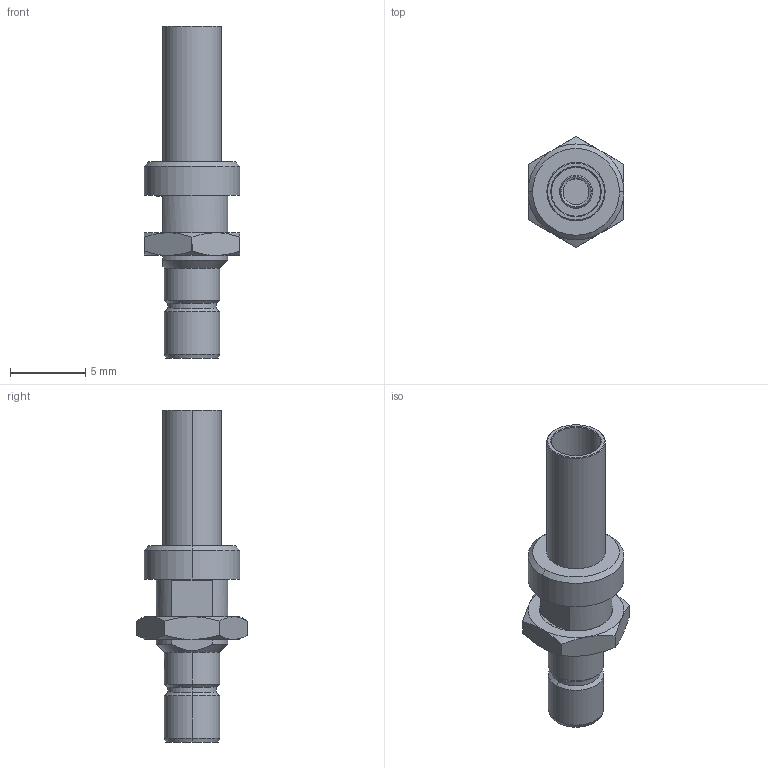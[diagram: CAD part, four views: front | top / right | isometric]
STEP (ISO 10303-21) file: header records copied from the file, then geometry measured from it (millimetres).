
FILE_DESCRIPTION (( 'STEP AP214' ), '1' );
FILE_NAME ('FMCN45875_3D.step', '2023-05-05T19:43:37', ( '' ), ( '' ), 'SwSTEP 2.0', 'SolidWorks 2022', '' );
FILE_SCHEMA (( 'AUTOMOTIVE_DESIGN' ));
Length unit declared in the file: millimetre
Products named in the file (1): FMCN45875_3D
Bounding box: 6.35 x 7.33 x 22 mm (x, y, z)
Volume: 256.7 mm3; surface area: 648.2 mm2
Topology: 1 solids, 1 shells, 103 faces, 218 edges, 127 vertices
Faces by surface type: cone 42, cylinder 37, plane 22, torus 2
Entity records: 2834 total; most frequent: CARTESIAN_POINT 569, DIRECTION 502, ORIENTED_EDGE 436, EDGE_CURVE 218, AXIS2_PLACEMENT_3D 212, VERTEX_POINT 127, EDGE_LOOP 115, CIRCLE 108
